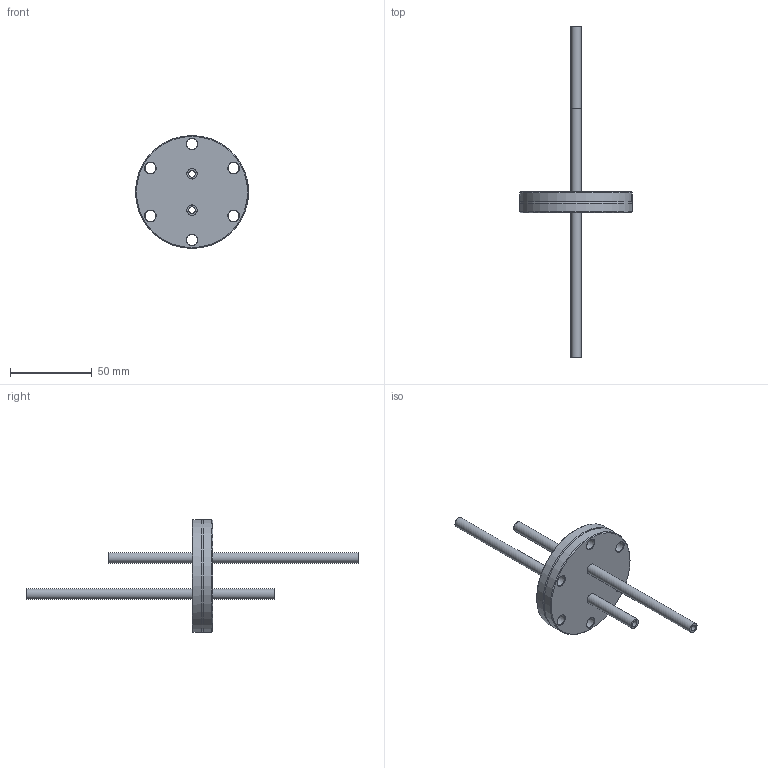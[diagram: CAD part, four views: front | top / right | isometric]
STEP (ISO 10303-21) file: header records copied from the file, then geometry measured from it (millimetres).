
FILE_DESCRIPTION(/* description */ (''),/* implementation_level */ '2;1');
FILE_NAME(/* name */ 'FL-LF2-40CF.stp',/* time_stamp */ '2018-10-04T11:54:27+01:00',/* author */ ('paul'),/* organization */ (''),/* preprocessor_version */ 'ST-DEVELOPER v17.2',/* originating_system */ 'Autodesk Inventor 2019',/* authorisation */ '');
FILE_SCHEMA (('AUTOMOTIVE_DESIGN { 1 0 10303 214 3 1 1 }'));
Length unit declared in the file: millimetre
Products named in the file (3): FL-LF2-40CF; 6.35 tube for tube end version; FL-40CF
Assembly tree (3 placements, depth 2):
  FL-LF2-40CF
    6.35 tube for tube end version  x2
    FL-40CF
Bounding box: 69.1 x 203.2 x 69.1 mm (x, y, z)
Volume: 47833 mm3; surface area: 21960.4 mm2
Topology: 3 solids, 3 shells, 134 faces, 363 edges, 242 vertices
Faces by surface type: plane 50, bspline 41, cylinder 25, cone 17, torus 1
Full cylindrical faces by diameter (mm): 3.95 x2, 6.35 x4, 6.7 x6, 48.26 x1, 69.1 x2
Entity records: 5725 total; most frequent: CARTESIAN_POINT 2448, ORIENTED_EDGE 708, DIRECTION 580, EDGE_CURVE 354, VERTEX_POINT 235, AXIS2_PLACEMENT_3D 220, EDGE_LOOP 155, LINE 140
